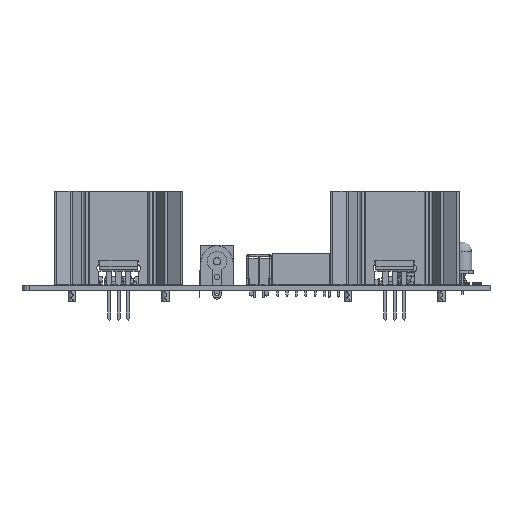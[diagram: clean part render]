
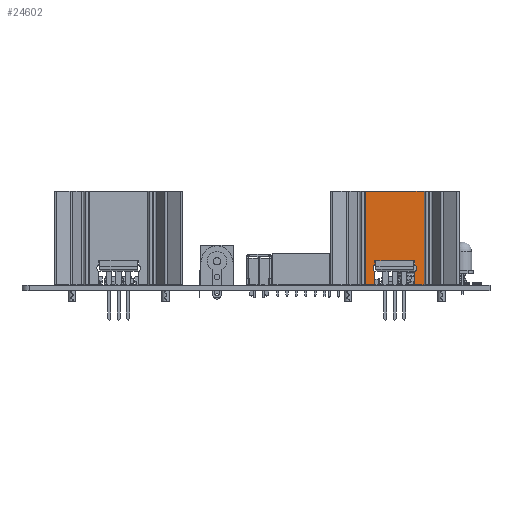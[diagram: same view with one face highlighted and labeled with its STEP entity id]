
A CAD part, left-side view. The second image highlights one B-rep face of the part: STEP entity #24602.
In plain terms, the highlighted face is planar.
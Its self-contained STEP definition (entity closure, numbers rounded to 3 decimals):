
#23540 = VERTEX_POINT('',#23541);
#23541 = CARTESIAN_POINT('',(22.85,7.1,5.366));
#23549 = EDGE_CURVE('',#23550,#23540,#23552,.T.);
#23550 = VERTEX_POINT('',#23551);
#23551 = CARTESIAN_POINT('',(22.85,7.1,3.634));
#23552 = CIRCLE('',#23553,1.);
#23553 = AXIS2_PLACEMENT_3D('',#23554,#23555,#23556);
#23554 = CARTESIAN_POINT('',(22.35,7.1,4.5));
#23555 = DIRECTION('',(0.,-1.,0.));
#23556 = DIRECTION('',(-1.,0.,0.));
#23587 = VERTEX_POINT('',#23588);
#23588 = CARTESIAN_POINT('',(12.05,7.1,5.366));
#23604 = VERTEX_POINT('',#23605);
#23605 = CARTESIAN_POINT('',(12.05,7.1,3.634));
#23611 = EDGE_CURVE('',#23587,#23604,#23612,.T.);
#23612 = CIRCLE('',#23613,1.);
#23613 = AXIS2_PLACEMENT_3D('',#23614,#23615,#23616);
#23614 = CARTESIAN_POINT('',(12.55,7.1,4.5));
#23615 = DIRECTION('',(0.,-1.,0.));
#23616 = DIRECTION('',(-1.,0.,0.));
#23630 = EDGE_CURVE('',#23631,#23550,#23633,.T.);
#23631 = VERTEX_POINT('',#23632);
#23632 = CARTESIAN_POINT('',(22.85,7.1,0.));
#23633 = LINE('',#23634,#23635);
#23634 = CARTESIAN_POINT('',(22.85,7.1,0.));
#23635 = VECTOR('',#23636,1.);
#23636 = DIRECTION('',(0.,0.,1.));
#23752 = VERTEX_POINT('',#23753);
#23753 = CARTESIAN_POINT('',(12.05,7.1,0.));
#23759 = EDGE_CURVE('',#23604,#23752,#23760,.T.);
#23760 = LINE('',#23761,#23762);
#23761 = CARTESIAN_POINT('',(12.05,7.1,3.634));
#23762 = VECTOR('',#23763,1.);
#23763 = DIRECTION('',(0.,0.,-1.));
#23774 = EDGE_CURVE('',#23775,#23587,#23777,.T.);
#23775 = VERTEX_POINT('',#23776);
#23776 = CARTESIAN_POINT('',(12.05,7.1,6.5));
#23777 = LINE('',#23778,#23779);
#23778 = CARTESIAN_POINT('',(12.05,7.1,6.5));
#23779 = VECTOR('',#23780,1.);
#23780 = DIRECTION('',(0.,0.,-1.));
#23800 = VERTEX_POINT('',#23801);
#23801 = CARTESIAN_POINT('',(22.85,7.1,6.5));
#23807 = EDGE_CURVE('',#23540,#23800,#23808,.T.);
#23808 = LINE('',#23809,#23810);
#23809 = CARTESIAN_POINT('',(22.85,7.1,5.366));
#23810 = VECTOR('',#23811,1.);
#23811 = DIRECTION('',(0.,0.,1.));
#23821 = EDGE_CURVE('',#23800,#23775,#23822,.T.);
#23822 = LINE('',#23823,#23824);
#23823 = CARTESIAN_POINT('',(22.85,7.1,6.5));
#23824 = VECTOR('',#23825,1.);
#23825 = DIRECTION('',(-1.,0.,0.));
#23839 = EDGE_CURVE('',#23840,#23631,#23842,.T.);
#23840 = VERTEX_POINT('',#23841);
#23841 = CARTESIAN_POINT('',(25.4,7.1,0.));
#23842 = LINE('',#23843,#23844);
#23843 = CARTESIAN_POINT('',(25.4,7.1,0.));
#23844 = VECTOR('',#23845,1.);
#23845 = DIRECTION('',(-1.,0.,0.));
#24477 = VERTEX_POINT('',#24478);
#24478 = CARTESIAN_POINT('',(9.5,7.1,0.));
#24484 = EDGE_CURVE('',#23752,#24477,#24485,.T.);
#24485 = LINE('',#24486,#24487);
#24486 = CARTESIAN_POINT('',(12.05,7.1,0.));
#24487 = VECTOR('',#24488,1.);
#24488 = DIRECTION('',(-1.,0.,0.));
#24583 = VERTEX_POINT('',#24584);
#24584 = CARTESIAN_POINT('',(9.5,7.1,25.4));
#24590 = EDGE_CURVE('',#24477,#24583,#24591,.T.);
#24591 = LINE('',#24592,#24593);
#24592 = CARTESIAN_POINT('',(9.5,7.1,0.));
#24593 = VECTOR('',#24594,1.);
#24594 = DIRECTION('',(0.,0.,1.));
#24602 = ADVANCED_FACE('',(#24603),#24629,.T.);
#24603 = FACE_BOUND('',#24604,.T.);
#24604 = EDGE_LOOP('',(#24605,#24606,#24607,#24608,#24609,#24610,#24611,
    #24612,#24613,#24621,#24627,#24628));
#24605 = ORIENTED_EDGE('',*,*,#23549,.T.);
#24606 = ORIENTED_EDGE('',*,*,#23807,.T.);
#24607 = ORIENTED_EDGE('',*,*,#23821,.T.);
#24608 = ORIENTED_EDGE('',*,*,#23774,.T.);
#24609 = ORIENTED_EDGE('',*,*,#23611,.T.);
#24610 = ORIENTED_EDGE('',*,*,#23759,.T.);
#24611 = ORIENTED_EDGE('',*,*,#24484,.T.);
#24612 = ORIENTED_EDGE('',*,*,#24590,.T.);
#24613 = ORIENTED_EDGE('',*,*,#24614,.T.);
#24614 = EDGE_CURVE('',#24583,#24615,#24617,.T.);
#24615 = VERTEX_POINT('',#24616);
#24616 = CARTESIAN_POINT('',(25.4,7.1,25.4));
#24617 = LINE('',#24618,#24619);
#24618 = CARTESIAN_POINT('',(9.5,7.1,25.4));
#24619 = VECTOR('',#24620,1.);
#24620 = DIRECTION('',(1.,0.,0.));
#24621 = ORIENTED_EDGE('',*,*,#24622,.F.);
#24622 = EDGE_CURVE('',#23840,#24615,#24623,.T.);
#24623 = LINE('',#24624,#24625);
#24624 = CARTESIAN_POINT('',(25.4,7.1,0.));
#24625 = VECTOR('',#24626,1.);
#24626 = DIRECTION('',(0.,0.,1.));
#24627 = ORIENTED_EDGE('',*,*,#23839,.T.);
#24628 = ORIENTED_EDGE('',*,*,#23630,.T.);
#24629 = PLANE('',#24630);
#24630 = AXIS2_PLACEMENT_3D('',#24631,#24632,#24633);
#24631 = CARTESIAN_POINT('',(9.5,7.1,0.));
#24632 = DIRECTION('',(0.,1.,0.));
#24633 = DIRECTION('',(0.,-0.,1.));
